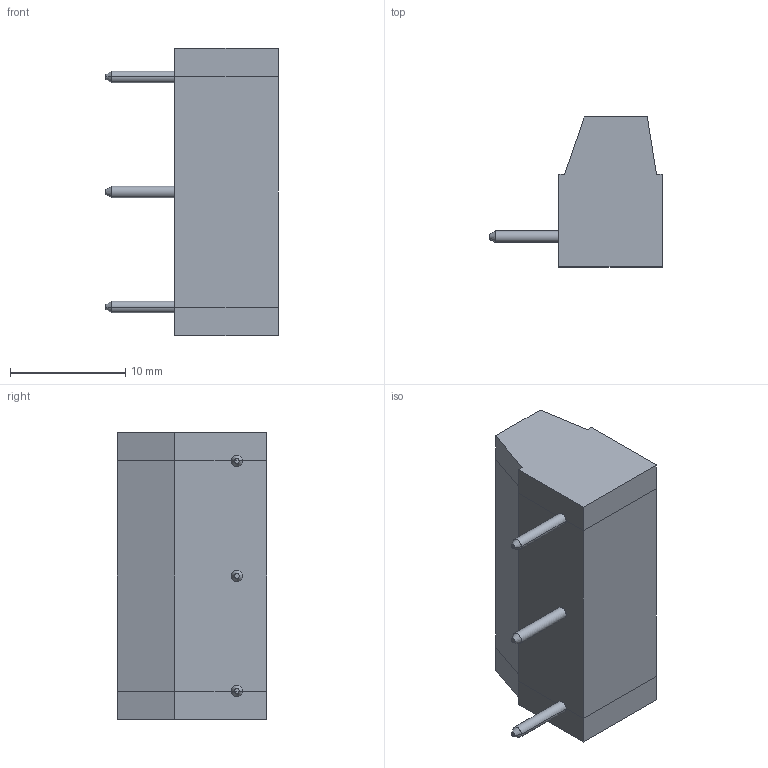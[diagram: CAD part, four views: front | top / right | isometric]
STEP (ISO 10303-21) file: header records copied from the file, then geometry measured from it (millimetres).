
FILE_DESCRIPTION( ( 'Unknown' ), '1' );
FILE_NAME( '691136800003.stp', 'Unknown', ( 'Unknown' ), ( 'Unknown' ), 'PSStep 17.0.49', 'Unknown', ' ' );
FILE_SCHEMA( ( 'AUTOMOTIVE_DESIGN { 1 0 10303 214 1 1 1 1 }' ) );
Length unit declared in the file: millimetre
Products named in the file (4): Assem1; CZZ10SQ_DX; CZZ10SQ_CNT; CZZ10SQ_SX
Assembly tree (3 placements, depth 2):
  Assem1
    CZZ10SQ_DX
    CZZ10SQ_CNT
    CZZ10SQ_SX
Bounding box: 15 x 13 x 25 mm (x, y, z)
Volume: 1744.8 mm3; surface area: 2845.4 mm2
Topology: 3 solids, 4 shells, 260 faces, 750 edges, 497 vertices
Faces by surface type: plane 211, cylinder 44, cone 5
Full cylindrical faces by diameter (mm): 1 x1, 2.6 x2, 2.9 x1, 3 x2, 3.7 x4
Entity records: 10546 total; most frequent: CARTESIAN_POINT 1490, ORIENTED_EDGE 1468, DIRECTION 1366, EDGE_CURVE 734, LINE 630, VECTOR 630, VERTEX_POINT 492, AXIS2_PLACEMENT_3D 368
